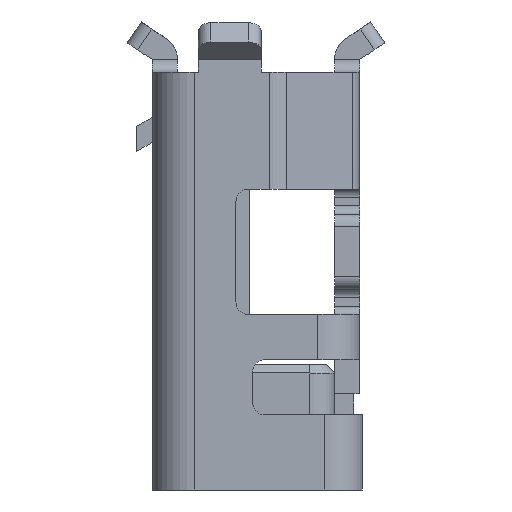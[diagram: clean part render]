
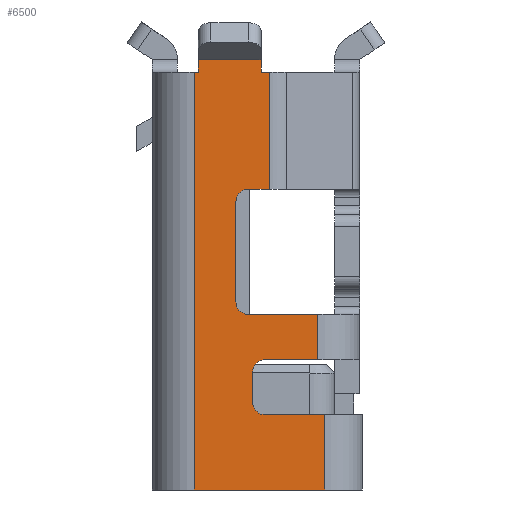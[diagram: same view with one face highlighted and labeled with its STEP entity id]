
A CAD part, left-side view. The second image highlights one B-rep face of the part: STEP entity #6500.
In plain terms, the highlighted planar face has unit normal (-1, 0, 0).
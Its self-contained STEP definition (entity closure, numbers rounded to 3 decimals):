
#90=DIRECTION('',(0.,1.,0.));
#91=VECTOR('',#90,0.1);
#92=CARTESIAN_POINT('',(-3.75,-0.16,-0.6));
#93=LINE('',#92,#91);
#203=DIRECTION('',(0.,1.,0.));
#204=VECTOR('',#203,0.05);
#205=CARTESIAN_POINT('',(-3.75,0.69,-0.6));
#206=LINE('',#205,#204);
#382=CARTESIAN_POINT('',(-3.75,-0.11,-4.19));
#383=DIRECTION('',(1.,0.,0.));
#384=DIRECTION('',(0.,1.,0.));
#385=AXIS2_PLACEMENT_3D('',#382,#383,#384);
#392=DIRECTION('',(0.,0.,-1.));
#393=VECTOR('',#392,1.2);
#394=CARTESIAN_POINT('',(-3.75,0.24,-2.15));
#395=LINE('',#394,#393);
#396=DIRECTION('',(0.,-1.,0.));
#397=VECTOR('',#396,0.83);
#398=CARTESIAN_POINT('',(-3.75,0.09,-3.5));
#399=LINE('',#398,#397);
#400=DIRECTION('',(0.,-1.,0.));
#401=VECTOR('',#400,0.63);
#402=CARTESIAN_POINT('',(-3.75,-0.11,-4.04));
#403=LINE('',#402,#401);
#404=DIRECTION('',(0.,0.,1.));
#405=VECTOR('',#404,0.36);
#406=CARTESIAN_POINT('',(-3.75,0.04,-4.55));
#407=LINE('',#406,#405);
#408=DIRECTION('',(0.,0.,1.));
#409=VECTOR('',#408,0.9);
#410=CARTESIAN_POINT('',(-3.75,-0.82,-5.6));
#411=LINE('',#410,#409);
#412=DIRECTION('',(0.,1.,0.));
#413=VECTOR('',#412,1.56);
#414=CARTESIAN_POINT('',(-3.75,-0.82,-5.6));
#415=LINE('',#414,#413);
#416=DIRECTION('',(0.,0.,1.));
#417=VECTOR('',#416,5.);
#418=CARTESIAN_POINT('',(-3.75,0.74,-5.6));
#419=LINE('',#418,#417);
#420=DIRECTION('',(0.,-1.,0.));
#421=VECTOR('',#420,0.75);
#422=CARTESIAN_POINT('',(-3.75,0.69,-0.45));
#423=LINE('',#422,#421);
#424=DIRECTION('',(0.,0.,1.));
#425=VECTOR('',#424,1.4);
#426=CARTESIAN_POINT('',(-3.75,-0.16,-2.));
#427=LINE('',#426,#425);
#428=DIRECTION('',(0.,1.,0.));
#429=VECTOR('',#428,0.25);
#430=CARTESIAN_POINT('',(-3.75,-0.16,-2.));
#431=LINE('',#430,#429);
#440=CARTESIAN_POINT('',(-3.75,0.09,-2.15));
#441=DIRECTION('',(1.,0.,0.));
#442=DIRECTION('',(0.,1.,0.));
#443=AXIS2_PLACEMENT_3D('',#440,#441,#442);
#954=DIRECTION('',(0.,1.,0.));
#955=VECTOR('',#954,0.71);
#956=CARTESIAN_POINT('',(-3.75,-0.82,-4.7));
#957=LINE('',#956,#955);
#997=CARTESIAN_POINT('',(-3.75,-0.11,-4.55));
#998=DIRECTION('',(1.,0.,0.));
#999=DIRECTION('',(0.,0.,-1.));
#1000=AXIS2_PLACEMENT_3D('',#997,#998,#999);
#3981=DIRECTION('',(0.,0.,1.));
#3982=VECTOR('',#3981,0.54);
#3983=CARTESIAN_POINT('',(-3.75,-0.74,-4.04));
#3984=LINE('',#3983,#3982);
#4371=DIRECTION('',(0.,0.,1.));
#4372=VECTOR('',#4371,0.15);
#4373=CARTESIAN_POINT('',(-3.75,-0.06,-0.6));
#4374=LINE('',#4373,#4372);
#4451=DIRECTION('',(0.,0.,1.));
#4452=VECTOR('',#4451,0.15);
#4453=CARTESIAN_POINT('',(-3.75,0.69,-0.6));
#4454=LINE('',#4453,#4452);
#4676=CARTESIAN_POINT('',(-3.75,0.09,-3.35));
#4677=DIRECTION('',(1.,0.,0.));
#4678=DIRECTION('',(0.,0.,-1.));
#4679=AXIS2_PLACEMENT_3D('',#4676,#4677,#4678);
#4698=CARTESIAN_POINT('',(-3.75,0.74,-5.6));
#4700=VERTEX_POINT('',#4698);
#4704=CARTESIAN_POINT('',(-3.75,0.74,-0.6));
#4705=VERTEX_POINT('',#4704);
#4734=CARTESIAN_POINT('',(-3.75,0.69,-0.45));
#4735=CARTESIAN_POINT('',(-3.75,-0.06,-0.45));
#4736=VERTEX_POINT('',#4734);
#4737=VERTEX_POINT('',#4735);
#4739=CARTESIAN_POINT('',(-3.75,-0.06,-0.6));
#4741=VERTEX_POINT('',#4739);
#4747=CARTESIAN_POINT('',(-3.75,0.69,-0.6));
#4749=VERTEX_POINT('',#4747);
#4794=CARTESIAN_POINT('',(-3.75,-0.74,-4.04));
#4796=VERTEX_POINT('',#4794);
#4830=CARTESIAN_POINT('',(-3.75,-0.82,-5.6));
#4831=VERTEX_POINT('',#4830);
#4972=CARTESIAN_POINT('',(-3.75,-0.74,-3.5));
#4974=VERTEX_POINT('',#4972);
#5012=CARTESIAN_POINT('',(-3.75,-0.16,-2.));
#5013=CARTESIAN_POINT('',(-3.75,-0.16,-0.6));
#5014=VERTEX_POINT('',#5012);
#5015=VERTEX_POINT('',#5013);
#5408=CARTESIAN_POINT('',(-3.75,-0.82,-4.7));
#5409=VERTEX_POINT('',#5408);
#5632=CARTESIAN_POINT('',(-3.75,0.24,-2.15));
#5634=VERTEX_POINT('',#5632);
#5636=CARTESIAN_POINT('',(-3.75,0.09,-2.));
#5638=VERTEX_POINT('',#5636);
#5640=CARTESIAN_POINT('',(-3.75,0.09,-3.5));
#5642=VERTEX_POINT('',#5640);
#5644=CARTESIAN_POINT('',(-3.75,0.24,-3.35));
#5646=VERTEX_POINT('',#5644);
#5648=CARTESIAN_POINT('',(-3.75,0.04,-4.19));
#5650=VERTEX_POINT('',#5648);
#5652=CARTESIAN_POINT('',(-3.75,-0.11,-4.04));
#5654=VERTEX_POINT('',#5652);
#5657=CARTESIAN_POINT('',(-3.75,0.04,-4.55));
#5659=VERTEX_POINT('',#5657);
#5661=CARTESIAN_POINT('',(-3.75,-0.11,-4.7));
#5663=VERTEX_POINT('',#5661);
#6458=CARTESIAN_POINT('',(-3.75,0.74,-0.6));
#6459=DIRECTION('',(-1.,0.,0.));
#6460=DIRECTION('',(0.,-1.,0.));
#6461=AXIS2_PLACEMENT_3D('',#6458,#6459,#6460);
#6462=PLANE('',#6461);
#6464=ORIENTED_EDGE('',*,*,#6463,.T.);
#6466=ORIENTED_EDGE('',*,*,#6465,.F.);
#6468=ORIENTED_EDGE('',*,*,#6467,.T.);
#6470=ORIENTED_EDGE('',*,*,#6469,.F.);
#6472=ORIENTED_EDGE('',*,*,#6471,.F.);
#6473=ORIENTED_EDGE('',*,*,#6449,.F.);
#6474=ORIENTED_EDGE('',*,*,#6423,.F.);
#6476=ORIENTED_EDGE('',*,*,#6475,.F.);
#6478=ORIENTED_EDGE('',*,*,#6477,.F.);
#6480=ORIENTED_EDGE('',*,*,#6479,.F.);
#6482=ORIENTED_EDGE('',*,*,#6481,.T.);
#6484=ORIENTED_EDGE('',*,*,#6483,.T.);
#6485=ORIENTED_EDGE('',*,*,#6217,.F.);
#6487=ORIENTED_EDGE('',*,*,#6486,.T.);
#6489=ORIENTED_EDGE('',*,*,#6488,.T.);
#6491=ORIENTED_EDGE('',*,*,#6490,.F.);
#6492=ORIENTED_EDGE('',*,*,#6141,.F.);
#6494=ORIENTED_EDGE('',*,*,#6493,.F.);
#6495=ORIENTED_EDGE('',*,*,#6313,.T.);
#6497=ORIENTED_EDGE('',*,*,#6496,.F.);
#6498=EDGE_LOOP('',(#6464,#6466,#6468,#6470,#6472,#6473,#6474,#6476,#6478,#6480,
#6482,#6484,#6485,#6487,#6489,#6491,#6492,#6494,#6495,#6497));
#6499=FACE_OUTER_BOUND('',#6498,.F.);
#6500=ADVANCED_FACE('',(#6499),#6462,.T.);
#386=CIRCLE('',#385,0.15);
#444=CIRCLE('',#443,0.15);
#1001=CIRCLE('',#1000,0.15);
#4680=CIRCLE('',#4679,0.15);
#6141=EDGE_CURVE('',#5015,#4741,#93,.T.);
#6217=EDGE_CURVE('',#4749,#4705,#206,.T.);
#6313=EDGE_CURVE('',#5014,#5638,#431,.T.);
#6423=EDGE_CURVE('',#5659,#5650,#407,.T.);
#6449=EDGE_CURVE('',#5650,#5654,#386,.T.);
#6463=EDGE_CURVE('',#5634,#5646,#395,.T.);
#6465=EDGE_CURVE('',#5642,#5646,#4680,.T.);
#6467=EDGE_CURVE('',#5642,#4974,#399,.T.);
#6469=EDGE_CURVE('',#4796,#4974,#3984,.T.);
#6471=EDGE_CURVE('',#5654,#4796,#403,.T.);
#6475=EDGE_CURVE('',#5663,#5659,#1001,.T.);
#6477=EDGE_CURVE('',#5409,#5663,#957,.T.);
#6479=EDGE_CURVE('',#4831,#5409,#411,.T.);
#6481=EDGE_CURVE('',#4831,#4700,#415,.T.);
#6483=EDGE_CURVE('',#4700,#4705,#419,.T.);
#6486=EDGE_CURVE('',#4749,#4736,#4454,.T.);
#6488=EDGE_CURVE('',#4736,#4737,#423,.T.);
#6490=EDGE_CURVE('',#4741,#4737,#4374,.T.);
#6493=EDGE_CURVE('',#5014,#5015,#427,.T.);
#6496=EDGE_CURVE('',#5634,#5638,#444,.T.);
